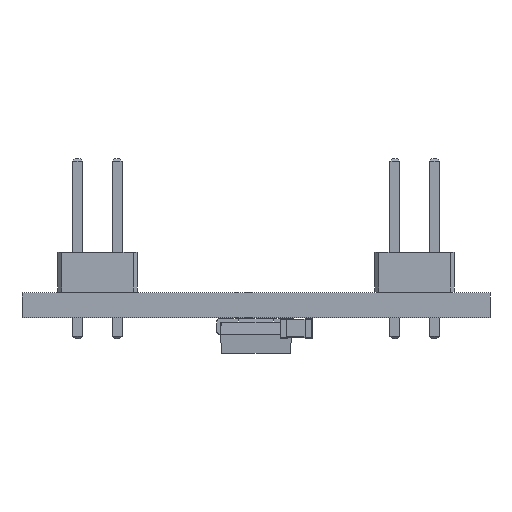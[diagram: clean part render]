
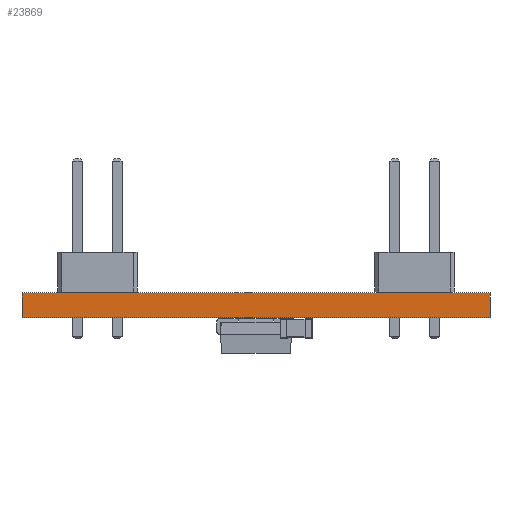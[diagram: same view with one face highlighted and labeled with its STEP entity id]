
A CAD part, front view. The second image highlights one B-rep face of the part: STEP entity #23869.
In plain terms, the highlighted planar face has unit normal (0, -1, 0).
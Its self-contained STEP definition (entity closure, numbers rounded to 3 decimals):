
#23688 = PLANE('',#23689);
#23689 = AXIS2_PLACEMENT_3D('',#23690,#23691,#23692);
#23690 = CARTESIAN_POINT('',(152.146,-71.374,0.));
#23691 = DIRECTION('',(1.,0.,-0.));
#23692 = DIRECTION('',(0.,-1.,0.));
#23713 = VERTEX_POINT('',#23714);
#23714 = CARTESIAN_POINT('',(152.146,-101.346,1.6));
#23728 = PLANE('',#23729);
#23729 = AXIS2_PLACEMENT_3D('',#23730,#23731,#23732);
#23730 = CARTESIAN_POINT('',(137.16,-86.36,1.6));
#23731 = DIRECTION('',(-0.,-0.,-1.));
#23732 = DIRECTION('',(-1.,0.,0.));
#23740 = EDGE_CURVE('',#23741,#23713,#23743,.T.);
#23741 = VERTEX_POINT('',#23742);
#23742 = CARTESIAN_POINT('',(152.146,-101.346,0.));
#23743 = SURFACE_CURVE('',#23744,(#23748,#23755),.PCURVE_S1.);
#23744 = LINE('',#23745,#23746);
#23745 = CARTESIAN_POINT('',(152.146,-101.346,0.));
#23746 = VECTOR('',#23747,1.);
#23747 = DIRECTION('',(0.,0.,1.));
#23748 = PCURVE('',#23688,#23749);
#23749 = DEFINITIONAL_REPRESENTATION('',(#23750),#23754);
#23750 = LINE('',#23751,#23752);
#23751 = CARTESIAN_POINT('',(29.972,0.));
#23752 = VECTOR('',#23753,1.);
#23753 = DIRECTION('',(0.,-1.));
#23754 = ( GEOMETRIC_REPRESENTATION_CONTEXT(2) 
PARAMETRIC_REPRESENTATION_CONTEXT() REPRESENTATION_CONTEXT('2D SPACE',''
  ) );
#23755 = PCURVE('',#23756,#23761);
#23756 = PLANE('',#23757);
#23757 = AXIS2_PLACEMENT_3D('',#23758,#23759,#23760);
#23758 = CARTESIAN_POINT('',(152.146,-101.346,0.));
#23759 = DIRECTION('',(0.,-1.,0.));
#23760 = DIRECTION('',(-1.,0.,0.));
#23761 = DEFINITIONAL_REPRESENTATION('',(#23762),#23766);
#23762 = LINE('',#23763,#23764);
#23763 = CARTESIAN_POINT('',(0.,-0.));
#23764 = VECTOR('',#23765,1.);
#23765 = DIRECTION('',(0.,-1.));
#23766 = ( GEOMETRIC_REPRESENTATION_CONTEXT(2) 
PARAMETRIC_REPRESENTATION_CONTEXT() REPRESENTATION_CONTEXT('2D SPACE',''
  ) );
#23782 = PLANE('',#23783);
#23783 = AXIS2_PLACEMENT_3D('',#23784,#23785,#23786);
#23784 = CARTESIAN_POINT('',(137.16,-86.36,0.));
#23785 = DIRECTION('',(-0.,-0.,-1.));
#23786 = DIRECTION('',(-1.,0.,0.));
#23815 = PLANE('',#23816);
#23816 = AXIS2_PLACEMENT_3D('',#23817,#23818,#23819);
#23817 = CARTESIAN_POINT('',(122.174,-101.346,0.));
#23818 = DIRECTION('',(-1.,0.,0.));
#23819 = DIRECTION('',(0.,1.,0.));
#23869 = ADVANCED_FACE('',(#23870),#23756,.T.);
#23870 = FACE_BOUND('',#23871,.T.);
#23871 = EDGE_LOOP('',(#23872,#23873,#23896,#23919));
#23872 = ORIENTED_EDGE('',*,*,#23740,.T.);
#23873 = ORIENTED_EDGE('',*,*,#23874,.T.);
#23874 = EDGE_CURVE('',#23713,#23875,#23877,.T.);
#23875 = VERTEX_POINT('',#23876);
#23876 = CARTESIAN_POINT('',(122.174,-101.346,1.6));
#23877 = SURFACE_CURVE('',#23878,(#23882,#23889),.PCURVE_S1.);
#23878 = LINE('',#23879,#23880);
#23879 = CARTESIAN_POINT('',(152.146,-101.346,1.6));
#23880 = VECTOR('',#23881,1.);
#23881 = DIRECTION('',(-1.,0.,0.));
#23882 = PCURVE('',#23756,#23883);
#23883 = DEFINITIONAL_REPRESENTATION('',(#23884),#23888);
#23884 = LINE('',#23885,#23886);
#23885 = CARTESIAN_POINT('',(0.,-1.6));
#23886 = VECTOR('',#23887,1.);
#23887 = DIRECTION('',(1.,0.));
#23888 = ( GEOMETRIC_REPRESENTATION_CONTEXT(2) 
PARAMETRIC_REPRESENTATION_CONTEXT() REPRESENTATION_CONTEXT('2D SPACE',''
  ) );
#23889 = PCURVE('',#23728,#23890);
#23890 = DEFINITIONAL_REPRESENTATION('',(#23891),#23895);
#23891 = LINE('',#23892,#23893);
#23892 = CARTESIAN_POINT('',(-14.986,-14.986));
#23893 = VECTOR('',#23894,1.);
#23894 = DIRECTION('',(1.,0.));
#23895 = ( GEOMETRIC_REPRESENTATION_CONTEXT(2) 
PARAMETRIC_REPRESENTATION_CONTEXT() REPRESENTATION_CONTEXT('2D SPACE',''
  ) );
#23896 = ORIENTED_EDGE('',*,*,#23897,.F.);
#23897 = EDGE_CURVE('',#23898,#23875,#23900,.T.);
#23898 = VERTEX_POINT('',#23899);
#23899 = CARTESIAN_POINT('',(122.174,-101.346,0.));
#23900 = SURFACE_CURVE('',#23901,(#23905,#23912),.PCURVE_S1.);
#23901 = LINE('',#23902,#23903);
#23902 = CARTESIAN_POINT('',(122.174,-101.346,0.));
#23903 = VECTOR('',#23904,1.);
#23904 = DIRECTION('',(0.,0.,1.));
#23905 = PCURVE('',#23756,#23906);
#23906 = DEFINITIONAL_REPRESENTATION('',(#23907),#23911);
#23907 = LINE('',#23908,#23909);
#23908 = CARTESIAN_POINT('',(29.972,0.));
#23909 = VECTOR('',#23910,1.);
#23910 = DIRECTION('',(0.,-1.));
#23911 = ( GEOMETRIC_REPRESENTATION_CONTEXT(2) 
PARAMETRIC_REPRESENTATION_CONTEXT() REPRESENTATION_CONTEXT('2D SPACE',''
  ) );
#23912 = PCURVE('',#23815,#23913);
#23913 = DEFINITIONAL_REPRESENTATION('',(#23914),#23918);
#23914 = LINE('',#23915,#23916);
#23915 = CARTESIAN_POINT('',(0.,0.));
#23916 = VECTOR('',#23917,1.);
#23917 = DIRECTION('',(0.,-1.));
#23918 = ( GEOMETRIC_REPRESENTATION_CONTEXT(2) 
PARAMETRIC_REPRESENTATION_CONTEXT() REPRESENTATION_CONTEXT('2D SPACE',''
  ) );
#23919 = ORIENTED_EDGE('',*,*,#23920,.F.);
#23920 = EDGE_CURVE('',#23741,#23898,#23921,.T.);
#23921 = SURFACE_CURVE('',#23922,(#23926,#23933),.PCURVE_S1.);
#23922 = LINE('',#23923,#23924);
#23923 = CARTESIAN_POINT('',(152.146,-101.346,0.));
#23924 = VECTOR('',#23925,1.);
#23925 = DIRECTION('',(-1.,0.,0.));
#23926 = PCURVE('',#23756,#23927);
#23927 = DEFINITIONAL_REPRESENTATION('',(#23928),#23932);
#23928 = LINE('',#23929,#23930);
#23929 = CARTESIAN_POINT('',(0.,-0.));
#23930 = VECTOR('',#23931,1.);
#23931 = DIRECTION('',(1.,0.));
#23932 = ( GEOMETRIC_REPRESENTATION_CONTEXT(2) 
PARAMETRIC_REPRESENTATION_CONTEXT() REPRESENTATION_CONTEXT('2D SPACE',''
  ) );
#23933 = PCURVE('',#23782,#23934);
#23934 = DEFINITIONAL_REPRESENTATION('',(#23935),#23939);
#23935 = LINE('',#23936,#23937);
#23936 = CARTESIAN_POINT('',(-14.986,-14.986));
#23937 = VECTOR('',#23938,1.);
#23938 = DIRECTION('',(1.,0.));
#23939 = ( GEOMETRIC_REPRESENTATION_CONTEXT(2) 
PARAMETRIC_REPRESENTATION_CONTEXT() REPRESENTATION_CONTEXT('2D SPACE',''
  ) );
